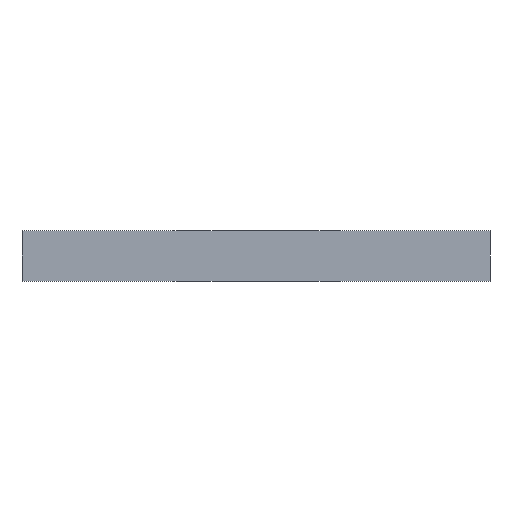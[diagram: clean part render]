
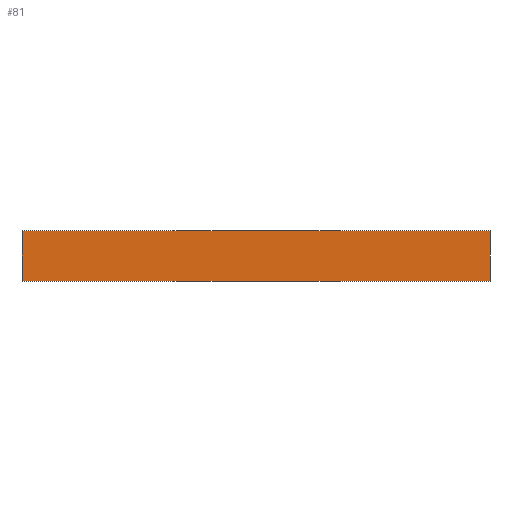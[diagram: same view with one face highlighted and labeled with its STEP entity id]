
A CAD part, front view. The second image highlights one B-rep face of the part: STEP entity #81.
In plain terms, the highlighted planar face has unit normal (0, -1, 0).
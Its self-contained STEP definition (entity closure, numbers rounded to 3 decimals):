
#16 = VERTEX_POINT ( 'NONE', #244 ) ;
#24 = CARTESIAN_POINT ( 'NONE',  ( 14., -150., -1.5 ) ) ;
#26 = EDGE_CURVE ( 'NONE', #16, #290, #304, .T. ) ;
#31 = ORIENTED_EDGE ( 'NONE', *, *, #141, .T. ) ;
#70 = DIRECTION ( 'NONE',  ( 0., 0., 1. ) ) ;
#79 = LINE ( 'NONE', #288, #112 ) ;
#81 = ADVANCED_FACE ( 'NONE', ( #242 ), #363, .F. ) ;
#98 = CARTESIAN_POINT ( 'NONE',  ( 14., -150., 1.5 ) ) ;
#99 = VERTEX_POINT ( 'NONE', #24 ) ;
#106 = VECTOR ( 'NONE', #108, 1000. ) ;
#108 = DIRECTION ( 'NONE',  ( 1., 0., 0. ) ) ;
#112 = VECTOR ( 'NONE', #379, 1000. ) ;
#141 = EDGE_CURVE ( 'NONE', #338, #99, #283, .T. ) ;
#146 = CARTESIAN_POINT ( 'NONE',  ( -14., -150., -1.5 ) ) ;
#156 = EDGE_LOOP ( 'NONE', ( #31, #372, #266, #324 ) ) ;
#160 = AXIS2_PLACEMENT_3D ( 'NONE', #98, #210, #70 ) ;
#165 = VECTOR ( 'NONE', #333, 1000. ) ;
#201 = LINE ( 'NONE', #353, #331 ) ;
#206 = DIRECTION ( 'NONE',  ( 0., 0., -1. ) ) ;
#210 = DIRECTION ( 'NONE',  ( 0., 1., 0. ) ) ;
#225 = CARTESIAN_POINT ( 'NONE',  ( 14., -150., -1.5 ) ) ;
#242 = FACE_OUTER_BOUND ( 'NONE', #156, .T. ) ;
#244 = CARTESIAN_POINT ( 'NONE',  ( -14., -150., 1.5 ) ) ;
#255 = EDGE_CURVE ( 'NONE', #290, #99, #79, .T. ) ;
#266 = ORIENTED_EDGE ( 'NONE', *, *, #26, .F. ) ;
#283 = LINE ( 'NONE', #225, #106 ) ;
#288 = CARTESIAN_POINT ( 'NONE',  ( 14., -150., 1.5 ) ) ;
#290 = VERTEX_POINT ( 'NONE', #328 ) ;
#300 = CARTESIAN_POINT ( 'NONE',  ( 14., -150., 1.5 ) ) ;
#304 = LINE ( 'NONE', #300, #165 ) ;
#324 = ORIENTED_EDGE ( 'NONE', *, *, #366, .T. ) ;
#328 = CARTESIAN_POINT ( 'NONE',  ( 14., -150., 1.5 ) ) ;
#331 = VECTOR ( 'NONE', #206, 1000. ) ;
#333 = DIRECTION ( 'NONE',  ( 1., 0., 0. ) ) ;
#338 = VERTEX_POINT ( 'NONE', #146 ) ;
#353 = CARTESIAN_POINT ( 'NONE',  ( -14., -150., 1.5 ) ) ;
#363 = PLANE ( 'NONE',  #160 ) ;
#366 = EDGE_CURVE ( 'NONE', #16, #338, #201, .T. ) ;
#372 = ORIENTED_EDGE ( 'NONE', *, *, #255, .F. ) ;
#379 = DIRECTION ( 'NONE',  ( 0., 0., -1. ) ) ;
